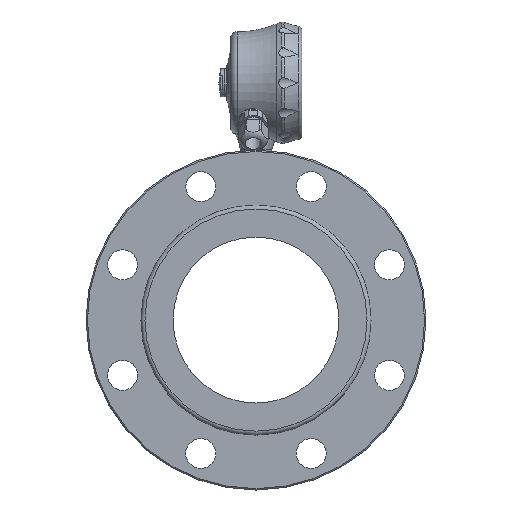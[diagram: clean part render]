
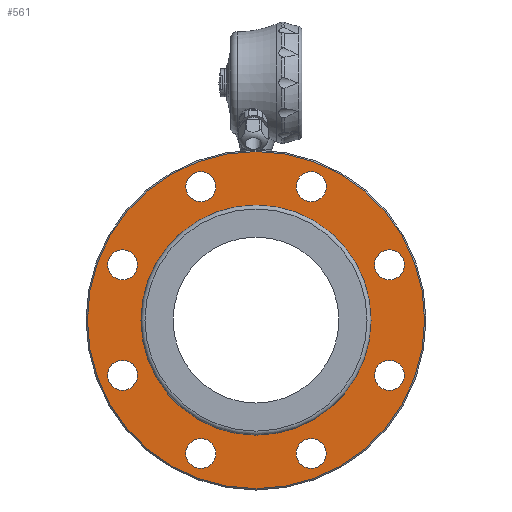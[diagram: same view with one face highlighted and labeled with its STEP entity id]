
A CAD part, front view. The second image highlights one B-rep face of the part: STEP entity #561.
In plain terms, the highlighted planar face has unit normal (0, -1, 0).
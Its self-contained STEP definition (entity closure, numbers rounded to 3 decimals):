
#561 = ADVANCED_FACE( '', ( #1629, #1630, #1631, #1632, #1633, #1634, #1635, #1636, #1637, #1638 ), #1639, .T. );
#1629 = FACE_OUTER_BOUND( '', #3365, .T. );
#1630 = FACE_BOUND( '', #3366, .T. );
#1631 = FACE_BOUND( '', #3367, .T. );
#1632 = FACE_BOUND( '', #3368, .T. );
#1633 = FACE_BOUND( '', #3369, .T. );
#1634 = FACE_BOUND( '', #3370, .T. );
#1635 = FACE_BOUND( '', #3371, .T. );
#1636 = FACE_BOUND( '', #3372, .T. );
#1637 = FACE_BOUND( '', #3373, .T. );
#1638 = FACE_BOUND( '', #3374, .T. );
#1639 = PLANE( '', #3375 );
#3365 = EDGE_LOOP( '', ( #5840 ) );
#3366 = EDGE_LOOP( '', ( #5841 ) );
#3367 = EDGE_LOOP( '', ( #5842 ) );
#3368 = EDGE_LOOP( '', ( #5843 ) );
#3369 = EDGE_LOOP( '', ( #5844 ) );
#3370 = EDGE_LOOP( '', ( #5845 ) );
#3371 = EDGE_LOOP( '', ( #5846 ) );
#3372 = EDGE_LOOP( '', ( #5847 ) );
#3373 = EDGE_LOOP( '', ( #5848 ) );
#3374 = EDGE_LOOP( '', ( #5849 ) );
#3375 = AXIS2_PLACEMENT_3D( '', #5850, #5851, #5852 );
#5840 = ORIENTED_EDGE( '', *, *, #10340, .T. );
#5841 = ORIENTED_EDGE( '', *, *, #10341, .F. );
#5842 = ORIENTED_EDGE( '', *, *, #10342, .F. );
#5843 = ORIENTED_EDGE( '', *, *, #10343, .F. );
#5844 = ORIENTED_EDGE( '', *, *, #10344, .F. );
#5845 = ORIENTED_EDGE( '', *, *, #10345, .F. );
#5846 = ORIENTED_EDGE( '', *, *, #10346, .F. );
#5847 = ORIENTED_EDGE( '', *, *, #10347, .F. );
#5848 = ORIENTED_EDGE( '', *, *, #10348, .F. );
#5849 = ORIENTED_EDGE( '', *, *, #10349, .F. );
#5850 = CARTESIAN_POINT( '', ( 0., -117., 86. ) );
#5851 = DIRECTION( '', ( 0., -1., 0. ) );
#5852 = DIRECTION( '', ( 0., 0., 1. ) );
#10340 = EDGE_CURVE( '', #12153, #12153, #12154, .T. );
#10341 = EDGE_CURVE( '', #12155, #12155, #12156, .T. );
#10342 = EDGE_CURVE( '', #12157, #12157, #12158, .T. );
#10343 = EDGE_CURVE( '', #12159, #12159, #12160, .T. );
#10344 = EDGE_CURVE( '', #12161, #12161, #12162, .T. );
#10345 = EDGE_CURVE( '', #12163, #12163, #12164, .T. );
#10346 = EDGE_CURVE( '', #12165, #12165, #12166, .T. );
#10347 = EDGE_CURVE( '', #12167, #12167, #12168, .T. );
#10348 = EDGE_CURVE( '', #12169, #12169, #12170, .T. );
#10349 = EDGE_CURVE( '', #12171, #12171, #12172, .T. );
#12153 = VERTEX_POINT( '', #14843 );
#12154 = CIRCLE( '', #14844, 126. );
#12155 = VERTEX_POINT( '', #14845 );
#12156 = CIRCLE( '', #14846, 11.2 );
#12157 = VERTEX_POINT( '', #14847 );
#12158 = CIRCLE( '', #14848, 11.2 );
#12159 = VERTEX_POINT( '', #14849 );
#12160 = CIRCLE( '', #14850, 11.2 );
#12161 = VERTEX_POINT( '', #14851 );
#12162 = CIRCLE( '', #14852, 11.2 );
#12163 = VERTEX_POINT( '', #14853 );
#12164 = CIRCLE( '', #14854, 11.2 );
#12165 = VERTEX_POINT( '', #14855 );
#12166 = CIRCLE( '', #14856, 11.2 );
#12167 = VERTEX_POINT( '', #14857 );
#12168 = CIRCLE( '', #14858, 11.2 );
#12169 = VERTEX_POINT( '', #14859 );
#12170 = CIRCLE( '', #14860, 11.2 );
#12171 = VERTEX_POINT( '', #14861 );
#12172 = CIRCLE( '', #14862, 86. );
#14843 = CARTESIAN_POINT( '', ( 0., -117., 126. ) );
#14844 = AXIS2_PLACEMENT_3D( '', #21582, #21583, #21584 );
#14845 = CARTESIAN_POINT( '', ( 91.813, -117., 49.23 ) );
#14846 = AXIS2_PLACEMENT_3D( '', #21585, #21586, #21587 );
#14847 = CARTESIAN_POINT( '', ( 99.733, -117., -30.111 ) );
#14848 = AXIS2_PLACEMENT_3D( '', #21588, #21589, #21590 );
#14849 = CARTESIAN_POINT( '', ( 49.23, -117., -91.813 ) );
#14850 = AXIS2_PLACEMENT_3D( '', #21591, #21592, #21593 );
#14851 = CARTESIAN_POINT( '', ( -30.111, -117., -99.733 ) );
#14852 = AXIS2_PLACEMENT_3D( '', #21594, #21595, #21596 );
#14853 = CARTESIAN_POINT( '', ( -91.813, -117., -49.23 ) );
#14854 = AXIS2_PLACEMENT_3D( '', #21597, #21598, #21599 );
#14855 = CARTESIAN_POINT( '', ( -99.733, -117., 30.111 ) );
#14856 = AXIS2_PLACEMENT_3D( '', #21600, #21601, #21602 );
#14857 = CARTESIAN_POINT( '', ( -49.23, -117., 91.813 ) );
#14858 = AXIS2_PLACEMENT_3D( '', #21603, #21604, #21605 );
#14859 = CARTESIAN_POINT( '', ( 30.111, -117., 99.733 ) );
#14860 = AXIS2_PLACEMENT_3D( '', #21606, #21607, #21608 );
#14861 = CARTESIAN_POINT( '', ( 0., -117., 86. ) );
#14862 = AXIS2_PLACEMENT_3D( '', #21609, #21610, #21611 );
#21582 = CARTESIAN_POINT( '', ( 0., -117., 0. ) );
#21583 = DIRECTION( '', ( 0., -1., 0. ) );
#21584 = DIRECTION( '', ( 0., 0., 1. ) );
#21585 = CARTESIAN_POINT( '', ( 99.733, -117., 41.311 ) );
#21586 = DIRECTION( '', ( 0., -1., 0. ) );
#21587 = DIRECTION( '', ( -0.707, 0., 0.707 ) );
#21588 = CARTESIAN_POINT( '', ( 99.733, -117., -41.311 ) );
#21589 = DIRECTION( '', ( 0., -1., 0. ) );
#21590 = DIRECTION( '', ( 0., 0., 1. ) );
#21591 = CARTESIAN_POINT( '', ( 41.311, -117., -99.733 ) );
#21592 = DIRECTION( '', ( 0., -1., 0. ) );
#21593 = DIRECTION( '', ( 0.707, 0., 0.707 ) );
#21594 = CARTESIAN_POINT( '', ( -41.311, -117., -99.733 ) );
#21595 = DIRECTION( '', ( 0., -1., 0. ) );
#21596 = DIRECTION( '', ( 1., 0., 0. ) );
#21597 = CARTESIAN_POINT( '', ( -99.733, -117., -41.311 ) );
#21598 = DIRECTION( '', ( 0., -1., 0. ) );
#21599 = DIRECTION( '', ( 0.707, 0., -0.707 ) );
#21600 = CARTESIAN_POINT( '', ( -99.733, -117., 41.311 ) );
#21601 = DIRECTION( '', ( 0., -1., 0. ) );
#21602 = DIRECTION( '', ( 0., 0., -1. ) );
#21603 = CARTESIAN_POINT( '', ( -41.311, -117., 99.733 ) );
#21604 = DIRECTION( '', ( 0., -1., 0. ) );
#21605 = DIRECTION( '', ( -0.707, 0., -0.707 ) );
#21606 = CARTESIAN_POINT( '', ( 41.311, -117., 99.733 ) );
#21607 = DIRECTION( '', ( 0., -1., 0. ) );
#21608 = DIRECTION( '', ( -1., 0., 0. ) );
#21609 = CARTESIAN_POINT( '', ( 0., -117., 0. ) );
#21610 = DIRECTION( '', ( 0., -1., 0. ) );
#21611 = DIRECTION( '', ( 0., 0., 1. ) );
